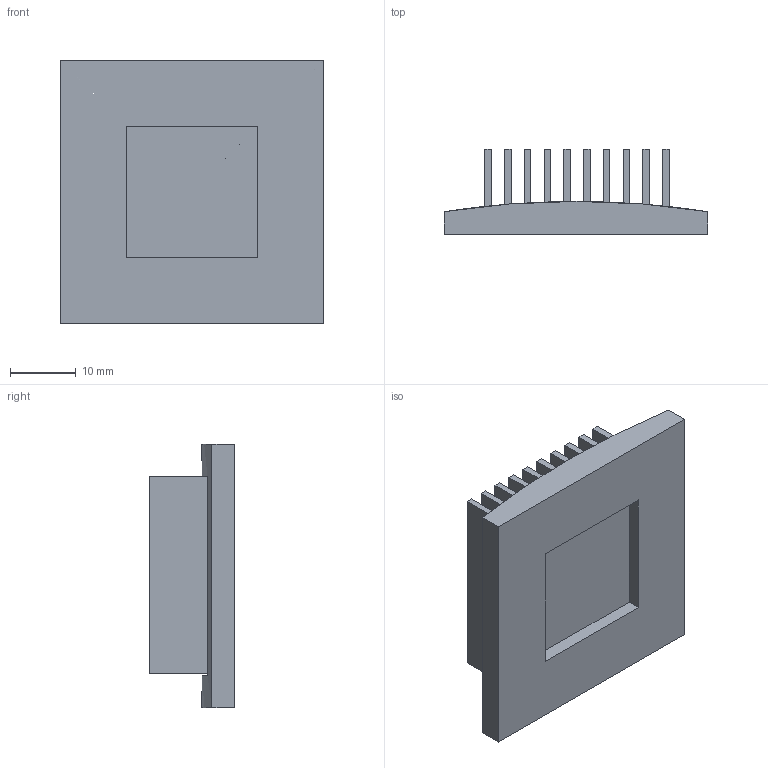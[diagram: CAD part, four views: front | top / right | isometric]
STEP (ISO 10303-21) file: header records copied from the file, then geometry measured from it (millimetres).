
FILE_DESCRIPTION(/* description */ (''),/* implementation_level */ '2;1');
FILE_NAME(/* name */ 'cooler_plate_assemb.stp',/* time_stamp */ '2023-10-18T11:41:27+08:00',/* author */ ('310611102'),/* organization */ (''),/* preprocessor_version */ 'ST-DEVELOPER v19',/* originating_system */ 'Autodesk Inventor 2023',/* authorisation */ '');
FILE_SCHEMA (('AUTOMOTIVE_DESIGN { 1 0 10303 214 3 1 1 }'));
Length unit declared in the file: millimetre
Products named in the file (3): cooler_plate; cooler_plate_1; cooler_plate_socket
Assembly tree (2 placements, depth 2):
  cooler_plate
    cooler_plate_1
    cooler_plate_socket
Bounding box: 40 x 12.93 x 40 mm (x, y, z)
Volume: 7773 mm3; surface area: 11570 mm2
Topology: 2 solids, 2 shells, 61 faces, 168 edges, 112 vertices
Faces by surface type: plane 60, cylinder 1
Entity records: 2026 total; most frequent: CARTESIAN_POINT 346, ORIENTED_EDGE 336, DIRECTION 304, EDGE_CURVE 168, LINE 164, VECTOR 164, VERTEX_POINT 112, AXIS2_PLACEMENT_3D 70
